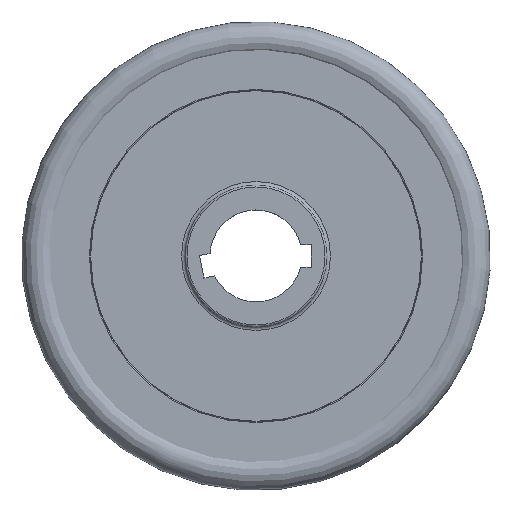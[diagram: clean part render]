
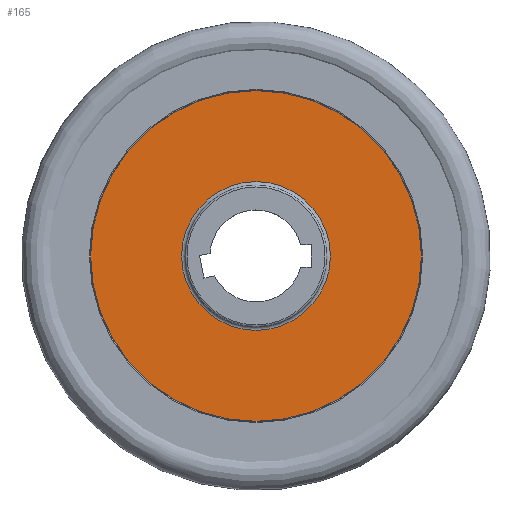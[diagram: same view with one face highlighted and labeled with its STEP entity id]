
A CAD part, top view. The second image highlights one B-rep face of the part: STEP entity #165.
In plain terms, the highlighted planar face has unit normal (0, 0, 1).
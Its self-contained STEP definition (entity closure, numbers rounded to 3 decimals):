
#134=FACE_BOUND('',#231,.T.);
#135=FACE_BOUND('',#232,.T.);
#165=ADVANCED_FACE('',(#134,#135),#185,.T.);
#185=PLANE('',#506);
#231=EDGE_LOOP('',(#301));
#232=EDGE_LOOP('',(#302));
#301=ORIENTED_EDGE('',*,*,#412,.T.);
#302=ORIENTED_EDGE('',*,*,#413,.T.);
#371=VERTEX_POINT('',#803);
#372=VERTEX_POINT('',#805);
#412=EDGE_CURVE('',#371,#371,#439,.T.);
#413=EDGE_CURVE('',#372,#372,#440,.T.);
#439=CIRCLE('',#504,41.1);
#440=CIRCLE('',#505,91.335);
#504=AXIS2_PLACEMENT_3D('',#802,#616,#617);
#505=AXIS2_PLACEMENT_3D('',#804,#618,#619);
#506=AXIS2_PLACEMENT_3D('',#806,#620,#621);
#616=DIRECTION('',(0.,0.,-1.));
#617=DIRECTION('',(-1.,0.,0.));
#618=DIRECTION('',(0.,0.,1.));
#619=DIRECTION('',(-1.,0.,0.));
#620=DIRECTION('',(0.,0.,1.));
#621=DIRECTION('',(-1.,0.,0.));
#802=CARTESIAN_POINT('',(0.,0.,-4.85));
#803=CARTESIAN_POINT('',(-41.1,0.,-4.85));
#804=CARTESIAN_POINT('',(0.,0.,-4.85));
#805=CARTESIAN_POINT('',(-91.335,0.,-4.85));
#806=CARTESIAN_POINT('',(91.44,0.,-4.85));
